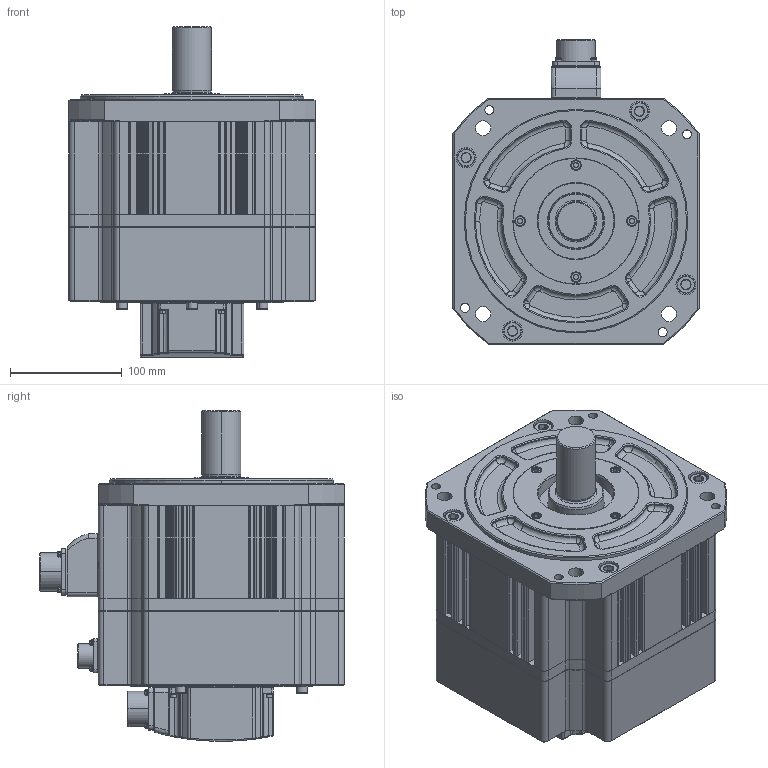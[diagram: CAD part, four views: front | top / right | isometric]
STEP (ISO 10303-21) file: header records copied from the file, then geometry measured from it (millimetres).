
FILE_DESCRIPTION (( 'STEP AP214' ), '1' );
FILE_NAME ('FM22GA004-1G01_Out Line(APM-FG22D_N2,FG20G_N2,FG12M_N2).STEP', '2019-07-10T07:33:15', ( '' ), ( '' ), 'SwSTEP 2.0', 'SolidWorks 2011', '' );
FILE_SCHEMA (( 'AUTOMOTIVE_DESIGN' ));
Length unit declared in the file: millimetre
Products named in the file (1): FM22GA004-1G01_Out Line(APM-FG22D_N2,FG20G_N2,FG12M_N2)
Bounding box: 220 x 272.5 x 295.7 mm (x, y, z)
Volume: 8184628.9 mm3; surface area: 731444.8 mm2
Topology: 73 solids, 73 shells, 2554 faces, 6331 edges, 4010 vertices
Faces by surface type: cylinder 1000, plane 893, cone 339, torus 171, bspline 151
Entity records: 113735 total; most frequent: CARTESIAN_POINT 23621, DIRECTION 13192, ORIENTED_EDGE 12498, EDGE_CURVE 6249, AXIS2_PLACEMENT_3D 5101, VERTEX_POINT 4010, LINE 2990, VECTOR 2990
